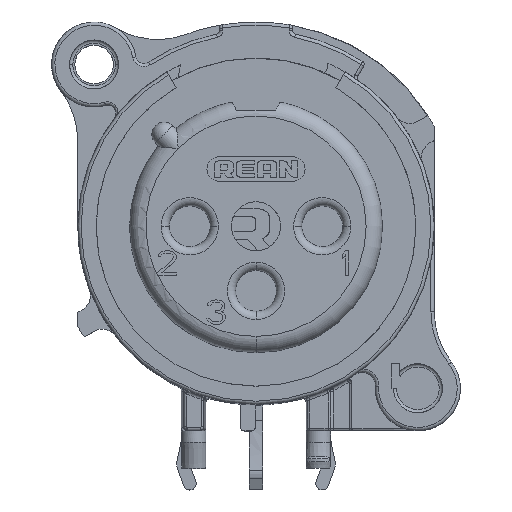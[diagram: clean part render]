
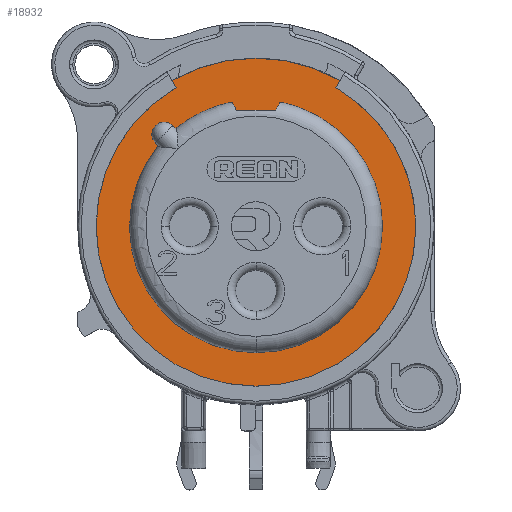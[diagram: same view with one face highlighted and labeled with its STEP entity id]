
A CAD part, top view. The second image highlights one B-rep face of the part: STEP entity #18932.
In plain terms, the highlighted planar face has unit normal (0, 0, 1).
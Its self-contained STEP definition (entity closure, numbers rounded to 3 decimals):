
#4585=CARTESIAN_POINT('',(0.,0.,7.));
#4586=DIRECTION('',(0.,0.,-1.));
#4587=DIRECTION('',(0.852,-0.524,0.));
#4588=AXIS2_PLACEMENT_3D('',#4585,#4586,#4587);
#4590=CARTESIAN_POINT('',(0.,0.,7.));
#4591=DIRECTION('',(0.,0.,-1.));
#4592=DIRECTION('',(0.,-1.,0.));
#4593=AXIS2_PLACEMENT_3D('',#4590,#4591,#4592);
#4595=DIRECTION('',(-0.5,0.866,0.));
#4596=VECTOR('',#4595,0.506);
#4597=CARTESIAN_POINT('',(-4.888,8.466,7.));
#4598=LINE('',#4597,#4596);
#4599=CARTESIAN_POINT('',(0.,0.,7.));
#4600=DIRECTION('',(0.,0.,-1.));
#4601=DIRECTION('',(-0.5,0.866,0.));
#4602=AXIS2_PLACEMENT_3D('',#4599,#4600,#4601);
#4604=DIRECTION('',(-0.5,-0.866,0.));
#4605=VECTOR('',#4604,0.506);
#4606=CARTESIAN_POINT('',(5.141,8.905,7.));
#4607=LINE('',#4606,#4605);
#4608=CARTESIAN_POINT('',(0.,0.,7.));
#4609=DIRECTION('',(0.,0.,-1.));
#4610=DIRECTION('',(0.5,0.866,0.));
#4611=AXIS2_PLACEMENT_3D('',#4608,#4609,#4610);
#4613=DIRECTION('',(0.883,-0.469,0.));
#4614=VECTOR('',#4613,0.178);
#4615=CARTESIAN_POINT('',(9.543,-2.123,7.));
#4616=LINE('',#4615,#4614);
#4617=CARTESIAN_POINT('',(0.,0.,7.));
#4618=DIRECTION('',(0.,0.,-1.));
#4619=DIRECTION('',(0.943,-0.332,0.));
#4620=AXIS2_PLACEMENT_3D('',#4617,#4618,#4619);
#4622=DIRECTION('',(-1.,0.,0.));
#4623=VECTOR('',#4622,0.095);
#4624=CARTESIAN_POINT('',(8.421,-5.9,7.));
#4625=LINE('',#4624,#4623);
#4626=CARTESIAN_POINT('',(0.,0.,7.));
#4627=DIRECTION('',(0.,0.,1.));
#4628=DIRECTION('',(-0.772,0.635,0.));
#4629=AXIS2_PLACEMENT_3D('',#4626,#4627,#4628);
#4631=CARTESIAN_POINT('',(0.,0.,7.));
#4632=DIRECTION('',(0.,0.,1.));
#4633=DIRECTION('',(0.,-1.,0.));
#4634=AXIS2_PLACEMENT_3D('',#4631,#4632,#4633);
#4636=CARTESIAN_POINT('',(0.,0.,7.));
#4637=DIRECTION('',(0.,0.,1.));
#4638=DIRECTION('',(0.338,0.941,0.));
#4639=AXIS2_PLACEMENT_3D('',#4636,#4637,#4638);
#4641=DIRECTION('',(-0.5,-0.866,0.));
#4642=VECTOR('',#4641,0.567);
#4643=CARTESIAN_POINT('',(1.484,7.591,7.));
#4644=LINE('',#4643,#4642);
#4645=DIRECTION('',(-1.,0.,0.));
#4646=VECTOR('',#4645,2.4);
#4647=CARTESIAN_POINT('',(1.2,7.1,7.));
#4648=LINE('',#4647,#4646);
#4649=DIRECTION('',(-0.5,0.866,0.));
#4650=VECTOR('',#4649,0.567);
#4651=CARTESIAN_POINT('',(-1.2,7.1,7.));
#4652=LINE('',#4651,#4650);
#4653=CARTESIAN_POINT('',(0.,0.,7.));
#4654=DIRECTION('',(0.,0.,1.));
#4655=DIRECTION('',(-0.192,0.981,0.));
#4656=AXIS2_PLACEMENT_3D('',#4653,#4654,#4655);
#4658=CARTESIAN_POINT('',(0.,0.,7.));
#4659=DIRECTION('',(0.,0.,1.));
#4660=DIRECTION('',(-0.336,0.942,0.));
#4661=AXIS2_PLACEMENT_3D('',#4658,#4659,#4660);
#4663=DIRECTION('',(-0.707,0.707,0.));
#4664=VECTOR('',#4663,0.251);
#4665=CARTESIAN_POINT('',(-4.914,5.974,7.));
#4666=LINE('',#4665,#4664);
#4667=CARTESIAN_POINT('',(-5.621,5.621,7.));
#4668=DIRECTION('',(0.,0.,1.));
#4669=DIRECTION('',(0.707,0.707,0.));
#4670=AXIS2_PLACEMENT_3D('',#4667,#4668,#4669);
#4672=DIRECTION('',(0.707,-0.707,0.));
#4673=VECTOR('',#4672,0.251);
#4674=CARTESIAN_POINT('',(-6.152,5.091,7.));
#4675=LINE('',#4674,#4673);
#4676=DIRECTION('',(0.,-1.,0.));
#4677=VECTOR('',#4676,0.777);
#4678=CARTESIAN_POINT('',(8.326,-5.123,7.));
#4679=LINE('',#4678,#4677);
#4982=DIRECTION('',(0.,1.,0.));
#4983=VECTOR('',#4982,1.204);
#4984=CARTESIAN_POINT('',(9.7,-3.411,7.));
#4985=LINE('',#4984,#4983);
#11059=CARTESIAN_POINT('',(8.421,-5.9,7.));
#11060=VERTEX_POINT('',#11059);
#11061=CARTESIAN_POINT('',(9.7,-3.411,7.));
#11062=VERTEX_POINT('',#11061);
#12157=CARTESIAN_POINT('',(5.141,8.905,7.));
#12159=VERTEX_POINT('',#12157);
#12160=CARTESIAN_POINT('',(-5.141,8.905,7.));
#12161=VERTEX_POINT('',#12160);
#12170=CARTESIAN_POINT('',(4.888,8.466,7.));
#12171=VERTEX_POINT('',#12170);
#12184=CARTESIAN_POINT('',(-4.888,8.466,
7.));
#12185=VERTEX_POINT('',#12184);
#12186=CARTESIAN_POINT('',(8.326,-5.123,7.));
#12187=CARTESIAN_POINT('',(8.326,-5.9,7.));
#12188=VERTEX_POINT('',#12186);
#12189=VERTEX_POINT('',#12187);
#12190=CARTESIAN_POINT('',(0.,-9.776,7.));
#12191=VERTEX_POINT('',#12190);
#12192=CARTESIAN_POINT('',(9.543,-2.123,
7.));
#12193=VERTEX_POINT('',#12192);
#12194=CARTESIAN_POINT('',(9.7,-2.207,7.));
#12195=VERTEX_POINT('',#12194);
#12196=CARTESIAN_POINT('',(-5.974,4.914,
7.));
#12197=CARTESIAN_POINT('',(0.,-7.735,7.));
#12198=VERTEX_POINT('',#12196);
#12199=VERTEX_POINT('',#12197);
#12200=CARTESIAN_POINT('',(2.611,7.281,7.));
#12201=VERTEX_POINT('',#12200);
#12202=CARTESIAN_POINT('',(1.484,7.591,7.));
#12203=VERTEX_POINT('',#12202);
#12204=CARTESIAN_POINT('',(1.2,7.1,7.));
#12205=VERTEX_POINT('',#12204);
#12206=CARTESIAN_POINT('',(-1.2,7.1,7.));
#12207=VERTEX_POINT('',#12206);
#12208=CARTESIAN_POINT('',(-1.484,7.591,7.));
#12209=VERTEX_POINT('',#12208);
#12210=CARTESIAN_POINT('',(-2.6,7.285,7.));
#12211=VERTEX_POINT('',#12210);
#12212=CARTESIAN_POINT('',(-4.914,5.974,7.));
#12213=VERTEX_POINT('',#12212);
#12214=CARTESIAN_POINT('',(-5.091,6.152,7.));
#12215=VERTEX_POINT('',#12214);
#12216=CARTESIAN_POINT('',(-6.152,5.091,7.));
#12217=VERTEX_POINT('',#12216);
#18883=CARTESIAN_POINT('',(0.,0.,7.));
#18884=DIRECTION('',(0.,0.,1.));
#18885=DIRECTION('',(1.,0.,0.));
#18886=AXIS2_PLACEMENT_3D('',#18883,#18884,#18885);
#18887=PLANE('',#18886);
#18889=ORIENTED_EDGE('',*,*,#18888,.F.);
#18891=ORIENTED_EDGE('',*,*,#18890,.T.);
#18893=ORIENTED_EDGE('',*,*,#18892,.T.);
#18894=ORIENTED_EDGE('',*,*,#18871,.T.);
#18895=ORIENTED_EDGE('',*,*,#18740,.T.);
#18896=ORIENTED_EDGE('',*,*,#18771,.T.);
#18898=ORIENTED_EDGE('',*,*,#18897,.T.);
#18900=ORIENTED_EDGE('',*,*,#18899,.T.);
#18902=ORIENTED_EDGE('',*,*,#18901,.F.);
#18903=ORIENTED_EDGE('',*,*,#18016,.T.);
#18905=ORIENTED_EDGE('',*,*,#18904,.T.);
#18906=EDGE_LOOP('',(#18889,#18891,#18893,#18894,#18895,#18896,#18898,#18900,
#18902,#18903,#18905));
#18907=FACE_OUTER_BOUND('',#18906,.F.);
#18909=ORIENTED_EDGE('',*,*,#18908,.T.);
#18911=ORIENTED_EDGE('',*,*,#18910,.T.);
#18913=ORIENTED_EDGE('',*,*,#18912,.T.);
#18915=ORIENTED_EDGE('',*,*,#18914,.T.);
#18917=ORIENTED_EDGE('',*,*,#18916,.T.);
#18919=ORIENTED_EDGE('',*,*,#18918,.T.);
#18921=ORIENTED_EDGE('',*,*,#18920,.T.);
#18923=ORIENTED_EDGE('',*,*,#18922,.T.);
#18925=ORIENTED_EDGE('',*,*,#18924,.T.);
#18927=ORIENTED_EDGE('',*,*,#18926,.T.);
#18929=ORIENTED_EDGE('',*,*,#18928,.T.);
#18930=EDGE_LOOP('',(#18909,#18911,#18913,#18915,#18917,#18919,#18921,#18923,
#18925,#18927,#18929));
#18931=FACE_BOUND('',#18930,.F.);
#18932=ADVANCED_FACE('',(#18907,#18931),#18887,.T.);
#4589=CIRCLE('',#4588,9.776);
#4594=CIRCLE('',#4593,9.776);
#4603=CIRCLE('',#4602,10.282);
#4612=CIRCLE('',#4611,9.776);
#4621=CIRCLE('',#4620,10.282);
#4630=CIRCLE('',#4629,7.735);
#4635=CIRCLE('',#4634,7.735);
#4640=CIRCLE('',#4639,7.735);
#4657=CIRCLE('',#4656,7.735);
#4662=CIRCLE('',#4661,7.735);
#4671=CIRCLE('',#4670,0.75);
#18016=EDGE_CURVE('',#11062,#11060,#4621,.T.);
#18740=EDGE_CURVE('',#12161,#12159,#4603,.T.);
#18771=EDGE_CURVE('',#12159,#12171,#4607,.T.);
#18871=EDGE_CURVE('',#12185,#12161,#4598,.T.);
#18888=EDGE_CURVE('',#12188,#12189,#4679,.T.);
#18890=EDGE_CURVE('',#12188,#12191,#4589,.T.);
#18892=EDGE_CURVE('',#12191,#12185,#4594,.T.);
#18897=EDGE_CURVE('',#12171,#12193,#4612,.T.);
#18899=EDGE_CURVE('',#12193,#12195,#4616,.T.);
#18901=EDGE_CURVE('',#11062,#12195,#4985,.T.);
#18904=EDGE_CURVE('',#11060,#12189,#4625,.T.);
#18908=EDGE_CURVE('',#12198,#12199,#4630,.T.);
#18910=EDGE_CURVE('',#12199,#12201,#4635,.T.);
#18912=EDGE_CURVE('',#12201,#12203,#4640,.T.);
#18914=EDGE_CURVE('',#12203,#12205,#4644,.T.);
#18916=EDGE_CURVE('',#12205,#12207,#4648,.T.);
#18918=EDGE_CURVE('',#12207,#12209,#4652,.T.);
#18920=EDGE_CURVE('',#12209,#12211,#4657,.T.);
#18922=EDGE_CURVE('',#12211,#12213,#4662,.T.);
#18924=EDGE_CURVE('',#12213,#12215,#4666,.T.);
#18926=EDGE_CURVE('',#12215,#12217,#4671,.T.);
#18928=EDGE_CURVE('',#12217,#12198,#4675,.T.);
